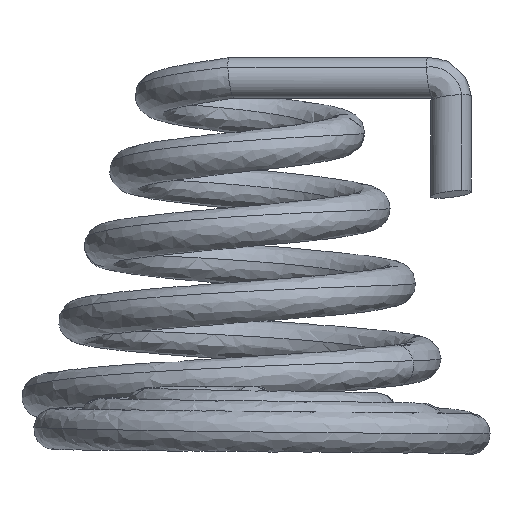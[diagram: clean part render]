
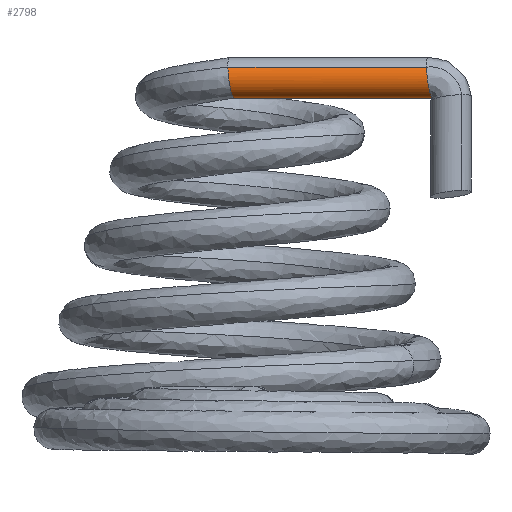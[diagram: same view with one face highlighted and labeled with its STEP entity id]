
A CAD part, front view. The second image highlights one B-rep face of the part: STEP entity #2798.
In plain terms, the highlighted free-form (B-spline) face has degree [3, 1] with [4, 2] control points.
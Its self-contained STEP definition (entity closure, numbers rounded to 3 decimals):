
#10 = CARTESIAN_POINT ( 'NONE',  ( -0.513, 9.534, 5.001 ) ) ;
#17 = ORIENTED_EDGE ( 'NONE', *, *, #3394, .T. ) ;
#51 = VERTEX_POINT ( 'NONE', #407 ) ;
#178 = CARTESIAN_POINT ( 'NONE',  ( -3.41, 9.454, 4.874 ) ) ;
#189 = CARTESIAN_POINT ( 'NONE',  ( -0.587, 9.068, 5.024 ) ) ;
#327 = EDGE_CURVE ( 'NONE', #1124, #2843, #1164, .T. ) ;
#348 = B_SPLINE_CURVE_WITH_KNOTS ( 'NONE', 1,
 ( #3109, #3158 ),
 .UNSPECIFIED., .F., .F.,
 ( 2, 2 ),
 ( 0., 1. ),
 .UNSPECIFIED. ) ;
#407 = CARTESIAN_POINT ( 'NONE',  ( -0.514, 9.561, 5.043 ) ) ;
#447 = CARTESIAN_POINT ( 'NONE',  ( -0.606, 9.022, 5.121 ) ) ;
#528 = ORIENTED_EDGE ( 'NONE', *, *, #327, .F. ) ;
#537 = CARTESIAN_POINT ( 'NONE',  ( -0.546, 9.241, 4.906 ) ) ;
#695 = CARTESIAN_POINT ( 'NONE',  ( -0.627, 9.054, 5.342 ) ) ;
#701 = B_SPLINE_CURVE_WITH_KNOTS ( 'NONE', 1,
 ( #1590, #3181 ),
 .UNSPECIFIED., .F., .F.,
 ( 2, 2 ),
 ( 0., 1. ),
 .UNSPECIFIED. ) ;
#740 = CARTESIAN_POINT ( 'NONE',  ( -0.625, 9.035, 5.3 ) ) ;
#785 = CARTESIAN_POINT ( 'NONE',  ( -0.502, 9.239, 4.537 ) ) ;
#997 = CARTESIAN_POINT ( 'NONE',  ( -0.627, 9.044, 5.325 ) ) ;
#1058 = CARTESIAN_POINT ( 'NONE',  ( -3.414, 9.561, 5.043 ) ) ;
#1078 = CARTESIAN_POINT ( 'NONE',  ( -0.514, 9.489, 4.951 ) ) ;
#1124 = VERTEX_POINT ( 'NONE', #1302 ) ;
#1164 =( BOUNDED_CURVE ( )  B_SPLINE_CURVE ( 5, ( #1953, #178, #1475, #2761, #2235, #2535 ),
 .UNSPECIFIED., .F., .T. ) 
 B_SPLINE_CURVE_WITH_KNOTS ( ( 6, 6 ),
 ( 0., 1. ),
 .UNSPECIFIED. ) 
 CURVE ( )  GEOMETRIC_REPRESENTATION_ITEM ( )  RATIONAL_B_SPLINE_CURVE ( ( 1., 0.6, 0.4, 0.3, 0.25, 0.25 ) ) 
 REPRESENTATION_ITEM ( '' )  );
#1210 = CARTESIAN_POINT ( 'NONE',  ( -0.628, 9.063, 5.357 ) ) ;
#1288 = CARTESIAN_POINT ( 'NONE',  ( -0.514, 9.561, 5.043 ) ) ;
#1302 = CARTESIAN_POINT ( 'NONE',  ( -3.414, 9.561, 5.043 ) ) ;
#1321 = FACE_OUTER_BOUND ( 'NONE', #2026, .T. ) ;
#1358 = CARTESIAN_POINT ( 'NONE',  ( -3.516, 8.741, 4.851 ) ) ;
#1441 =( BOUNDED_SURFACE ( )  B_SPLINE_SURFACE ( 3, 1, ( 
 ( #3155, #2925 ),
 ( #1358, #2418 ),
 ( #1852, #785 ),
 ( #1058, #1288 ) ),
 .UNSPECIFIED., .F., .F., .F. ) 
 B_SPLINE_SURFACE_WITH_KNOTS ( ( 4, 4 ),
 ( 2, 2 ),
 ( 0., 1. ),
 ( 0., 1. ),
 .UNSPECIFIED. ) 
 GEOMETRIC_REPRESENTATION_ITEM ( )  RATIONAL_B_SPLINE_SURFACE ( (
 ( 1., 1.),
 ( 0.333, 0.333),
 ( 0.333, 0.333),
 ( 1., 1.) ) ) 
 REPRESENTATION_ITEM ( '' )  SURFACE ( )  );
#1475 = CARTESIAN_POINT ( 'NONE',  ( -3.435, 9.235, 4.805 ) ) ;
#1519 = CARTESIAN_POINT ( 'NONE',  ( -0.628, 9.063, 5.357 ) ) ;
#1531 = CARTESIAN_POINT ( 'NONE',  ( -0.62, 9.016, 5.232 ) ) ;
#1590 = CARTESIAN_POINT ( 'NONE',  ( -0.628, 9.063, 5.357 ) ) ;
#1758 = CARTESIAN_POINT ( 'NONE',  ( -0.583, 9.082, 5.006 ) ) ;
#1786 = CARTESIAN_POINT ( 'NONE',  ( -0.623, 9.025, 5.27 ) ) ;
#1852 = CARTESIAN_POINT ( 'NONE',  ( -3.402, 9.239, 4.537 ) ) ;
#1953 = CARTESIAN_POINT ( 'NONE',  ( -3.414, 9.561, 5.043 ) ) ;
#2016 = CARTESIAN_POINT ( 'NONE',  ( -0.624, 9.028, 5.281 ) ) ;
#2026 = EDGE_LOOP ( 'NONE', ( #528, #3387, #2841, #17 ) ) ;
#2113 = CARTESIAN_POINT ( 'NONE',  ( -0.526, 9.378, 4.908 ) ) ;
#2167 = EDGE_CURVE ( 'NONE', #1124, #51, #348, .T. ) ;
#2235 = CARTESIAN_POINT ( 'NONE',  ( -3.523, 8.934, 5.155 ) ) ;
#2262 = CARTESIAN_POINT ( 'NONE',  ( -0.625, 9.034, 5.298 ) ) ;
#2279 = CARTESIAN_POINT ( 'NONE',  ( -0.574, 9.114, 4.974 ) ) ;
#2346 = B_SPLINE_CURVE_WITH_KNOTS ( 'NONE', 3,
 ( #1210, #695, #997, #740, #2262, #3319, #2016, #1786, #1531, #2790, #447, #2546, #189, #1758, #2279, #3076, #3172, #537, #2603, #2113, #1078, #10, #2869 ),
 .UNSPECIFIED., .F., .F.,
 ( 4, 2, 2, 1, 2, 2, 2, 2, 2, 2, 2, 4 ),
 ( 0., 0.063, 0.078, 0.094, 0.125, 0.25, 0.375, 0.438, 0.5, 0.625, 0.75, 1. ),
 .UNSPECIFIED. ) ;
#2399 = CARTESIAN_POINT ( 'NONE',  ( -3.528, 9.063, 5.357 ) ) ;
#2407 = VERTEX_POINT ( 'NONE', #1519 ) ;
#2418 = CARTESIAN_POINT ( 'NONE',  ( -0.616, 8.741, 4.851 ) ) ;
#2535 = CARTESIAN_POINT ( 'NONE',  ( -3.528, 9.063, 5.357 ) ) ;
#2546 = CARTESIAN_POINT ( 'NONE',  ( -0.599, 9.035, 5.081 ) ) ;
#2603 = CARTESIAN_POINT ( 'NONE',  ( -0.531, 9.334, 4.9 ) ) ;
#2610 = EDGE_CURVE ( 'NONE', #2407, #51, #2346, .T. ) ;
#2761 = CARTESIAN_POINT ( 'NONE',  ( -3.482, 9.014, 4.915 ) ) ;
#2790 = CARTESIAN_POINT ( 'NONE',  ( -0.617, 9.013, 5.197 ) ) ;
#2798 = ADVANCED_FACE ( 'NONE', ( #1321 ), #1441, .T. ) ;
#2841 = ORIENTED_EDGE ( 'NONE', *, *, #2610, .F. ) ;
#2843 = VERTEX_POINT ( 'NONE', #2399 ) ;
#2869 = CARTESIAN_POINT ( 'NONE',  ( -0.514, 9.561, 5.043 ) ) ;
#2925 = CARTESIAN_POINT ( 'NONE',  ( -0.628, 9.063, 5.357 ) ) ;
#3076 = CARTESIAN_POINT ( 'NONE',  ( -0.57, 9.13, 4.96 ) ) ;
#3109 = CARTESIAN_POINT ( 'NONE',  ( -3.414, 9.561, 5.043 ) ) ;
#3155 = CARTESIAN_POINT ( 'NONE',  ( -3.528, 9.063, 5.357 ) ) ;
#3158 = CARTESIAN_POINT ( 'NONE',  ( -0.514, 9.561, 5.043 ) ) ;
#3172 = CARTESIAN_POINT ( 'NONE',  ( -0.555, 9.193, 4.921 ) ) ;
#3181 = CARTESIAN_POINT ( 'NONE',  ( -3.528, 9.063, 5.357 ) ) ;
#3319 = CARTESIAN_POINT ( 'NONE',  ( -0.625, 9.032, 5.291 ) ) ;
#3387 = ORIENTED_EDGE ( 'NONE', *, *, #2167, .T. ) ;
#3394 = EDGE_CURVE ( 'NONE', #2407, #2843, #701, .T. ) ;
